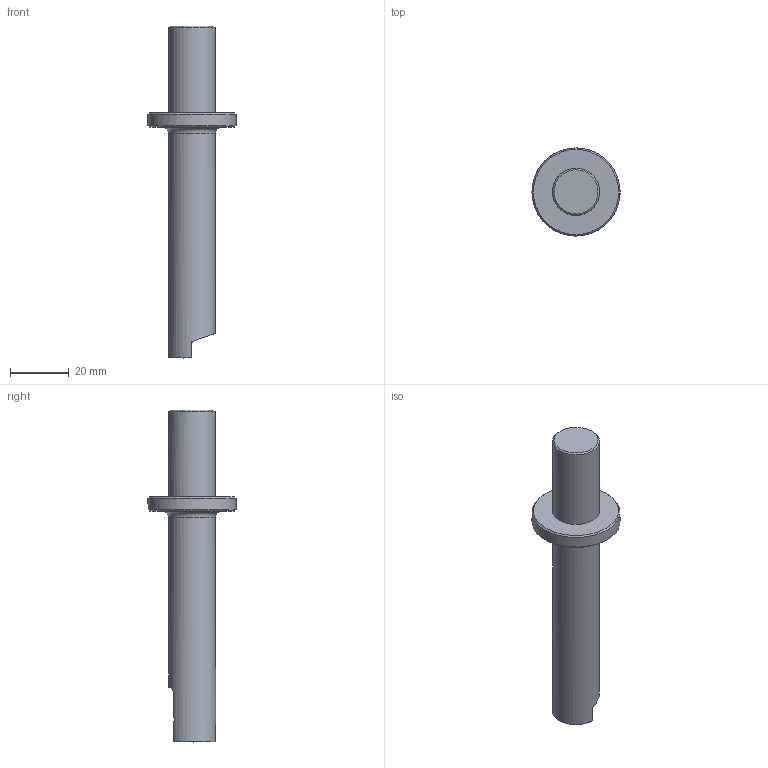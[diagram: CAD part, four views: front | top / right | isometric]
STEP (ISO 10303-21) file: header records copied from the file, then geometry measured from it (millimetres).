
FILE_DESCRIPTION(/* description */ (''),/* implementation_level */ '2;1');
FILE_NAME(/* name */ 'A760E31.stp',/* time_stamp */ '2017-10-27T11:34:30+05:00',/* author */ (''),/* organization */ (''),/* preprocessor_version */ 'ST-DEVELOPER v16',/* originating_system */ 'SIEMENS PLM Software NX 11.0',/* authorisation */ '');
FILE_SCHEMA (('AUTOMOTIVE_DESIGN { 1 0 10303 214 3 1 1 1 }'));
Length unit declared in the file: millimetre
Products named in the file (1): A760E31
Bounding box: 30 x 30 x 113 mm (x, y, z)
Volume: 23874.4 mm3; surface area: 7525.9 mm2
Topology: 2 solids, 2 shells, 38 faces, 91 edges, 58 vertices
Faces by surface type: plane 18, cylinder 12, cone 5, bspline 2, torus 1
Full cylindrical faces by diameter (mm): 16 x2, 30 x1
Entity records: 1514 total; most frequent: CARTESIAN_POINT 642, DIRECTION 173, ORIENTED_EDGE 156, EDGE_CURVE 78, AXIS2_PLACEMENT_3D 66, VERTEX_POINT 52, EDGE_LOOP 46, LINE 41
